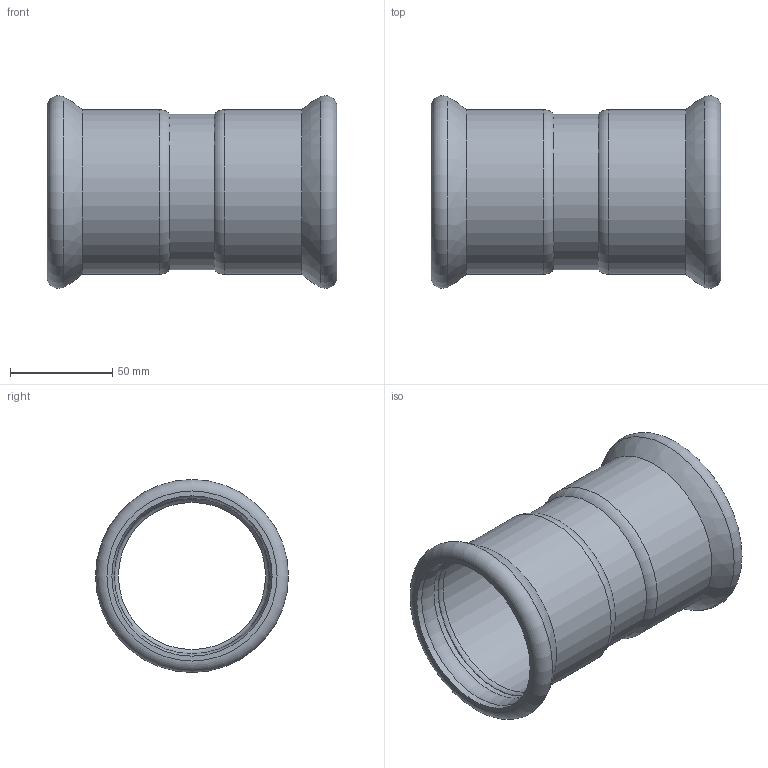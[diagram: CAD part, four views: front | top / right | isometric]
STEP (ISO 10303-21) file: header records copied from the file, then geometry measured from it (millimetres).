
FILE_DESCRIPTION(/* description */ ('Manicotto con battuta dn 76,1'),/* implementation_level */ '2;1');
FILE_NAME(/* name */ '383076000_Steelpres.stp',/* time_stamp */ '2022-10-21T15:50:43+02:00',/* author */ ('Vault'),/* organization */ ('Raccorderie metalliche s.p.a. '),/* preprocessor_version */ 'ST-DEVELOPER v18.1',/* originating_system */ 'Autodesk Inventor 2020',/* authorisation */ 'Raccorderie metalliche s.p.a. ');
FILE_SCHEMA (('AUTOMOTIVE_DESIGN { 1 0 10303 214 3 1 1 }'));
Length unit declared in the file: millimetre
Products named in the file (1): 383076000_Steelpres
Bounding box: 142 x 94.49 x 94.49 mm (x, y, z)
Volume: 110179.5 mm3; surface area: 75711.8 mm2
Topology: 1 solids, 1 shells, 26 faces, 94 edges, 70 vertices
Faces by surface type: cylinder 10, torus 10, bspline 2, cone 2, plane 2
Full cylindrical faces by diameter (mm): 72.1 x1, 76.1 x1, 76.7 x2, 78.5 x4, 80.7 x2
Entity records: 1185 total; most frequent: CARTESIAN_POINT 243, DIRECTION 226, ORIENTED_EDGE 188, AXIS2_PLACEMENT_3D 107, EDGE_CURVE 94, CIRCLE 82, VERTEX_POINT 70, EDGE_LOOP 28
